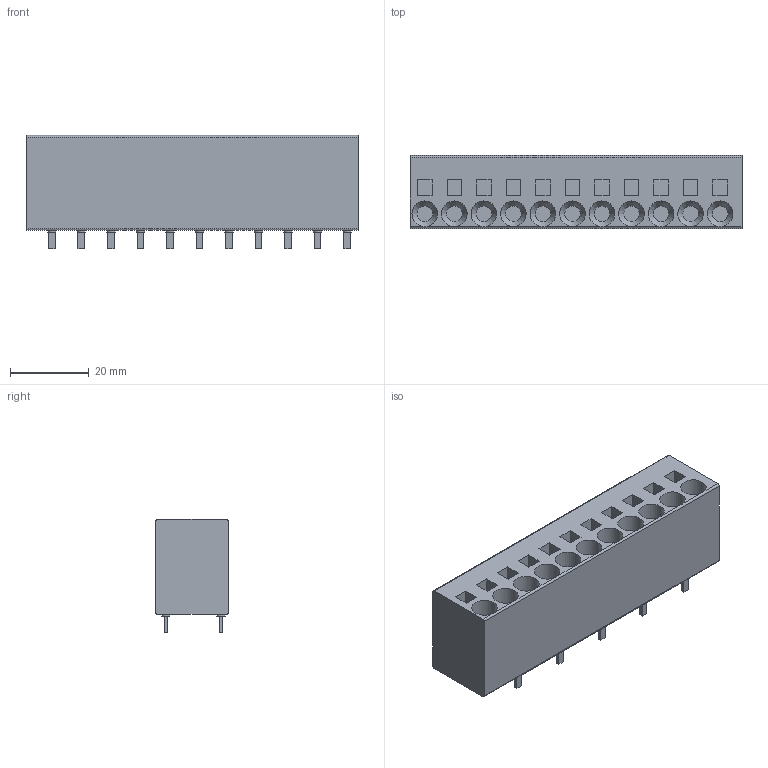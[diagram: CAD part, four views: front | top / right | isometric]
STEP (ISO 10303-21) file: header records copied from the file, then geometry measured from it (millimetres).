
FILE_DESCRIPTION(/* description */ ('model of PhoenixContact_SPT_5_11-V-7.5-ZB_1x11_P7.5mm_Vertical'),/* implementation_level */ '2;1');
FILE_NAME(/* name */ 'PhoenixContact_SPT_5_11-V-7.5-ZB_1x11_P7.5mm_Vertical.step',/* time_stamp */ '2023-01-30T13:58:20',/* author */ ('KiCAD','kicad'),/* organization */ ('OCCT'),/* preprocessor_version */ '',/* originating_system */ 'KiCAD',/* authorisation */ '');
FILE_SCHEMA(('AUTOMOTIVE_DESIGN { 1 0 10303 214 1 1 1 1 }'));
Length unit declared in the file: millimetre
Products named in the file (7): CQ assembly; c4a7404e-a09d-11ed-8f45-a0cec80452fd; c4a7404e-a09d-11ed-8f45-a0cec80452fd_part; c4a744c2-a09d-11ed-8f45-a0cec80452fd; c4a744c2-a09d-11ed-8f45-a0cec80452fd_part; c4a7479c-a09d-11ed-8f45-a0cec80452fd; c4a7479c-a09d-11ed-8f45-a0cec80452fd_part
Assembly tree (6 placements, depth 4):
  CQ assembly
    c4a7404e-a09d-11ed-8f45-a0cec80452fd
      c4a7404e-a09d-11ed-8f45-a0cec80452fd_part
      c4a744c2-a09d-11ed-8f45-a0cec80452fd
        c4a744c2-a09d-11ed-8f45-a0cec80452fd_part
      c4a7479c-a09d-11ed-8f45-a0cec80452fd
        c4a7479c-a09d-11ed-8f45-a0cec80452fd_part
Bounding box: 84.3 x 18.5 x 28.75 mm (x, y, z)
Volume: 34195.1 mm3; surface area: 10841.9 mm2
Topology: 12 solids, 12 shells, 186 faces, 409 edges, 269 vertices
Faces by surface type: plane 149, cylinder 26, cone 11
Full cylindrical faces by diameter (mm): 2.1 x11, 6.5 x11
Entity records: 5342 total; most frequent: CARTESIAN_POINT 992, DIRECTION 858, ORIENTED_EDGE 818, EDGE_CURVE 409, LINE 324, VECTOR 324, VERTEX_POINT 269, AXIS2_PLACEMENT_3D 267
